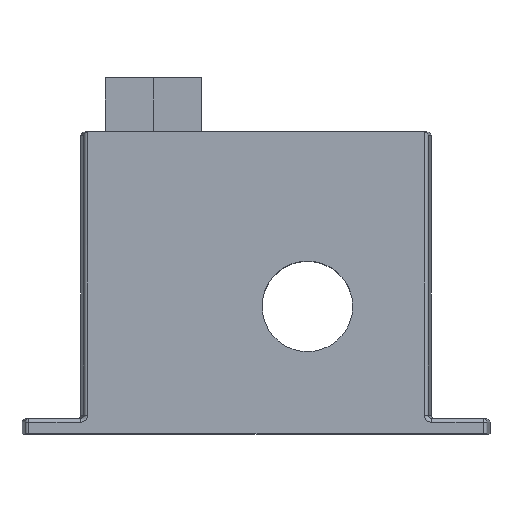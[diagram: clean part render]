
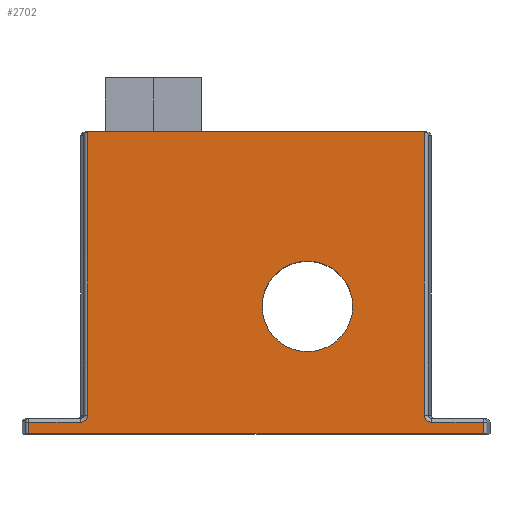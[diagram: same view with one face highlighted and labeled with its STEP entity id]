
A CAD part, top view. The second image highlights one B-rep face of the part: STEP entity #2702.
In plain terms, the highlighted planar face has unit normal (0, 0, 1).
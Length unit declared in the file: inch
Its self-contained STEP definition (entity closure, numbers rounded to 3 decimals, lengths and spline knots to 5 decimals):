
#5 = EDGE_CURVE ( 'NONE', #568, #3070, #820, .T. ) ;
#7 = DIRECTION ( 'NONE',  ( 0., 0., 1. ) ) ;
#26 = CARTESIAN_POINT ( 'NONE',  ( 1.41971, -1.155, 0.75 ) ) ;
#54 = DIRECTION ( 'NONE',  ( 1., 0., 0. ) ) ;
#67 = CARTESIAN_POINT ( 'NONE',  ( -1.88234, 0., 0.75 ) ) ;
#152 = ORIENTED_EDGE ( 'NONE', *, *, #1045, .T. ) ;
#187 = LINE ( 'NONE', #1389, #3889 ) ;
#209 = EDGE_CURVE ( 'NONE', #3503, #2539, #187, .T. ) ;
#229 = LINE ( 'NONE', #2501, #2760 ) ;
#232 = CARTESIAN_POINT ( 'NONE',  ( -1.39379, 1.25, 0.75 ) ) ;
#402 = CARTESIAN_POINT ( 'NONE',  ( -1.39379, 1.25, 0.75 ) ) ;
#414 = LINE ( 'NONE', #763, #3655 ) ;
#429 = CARTESIAN_POINT ( 'NONE',  ( 1.39414, 1.25, 0.75 ) ) ;
#438 = LINE ( 'NONE', #2804, #1447 ) ;
#533 = ORIENTED_EDGE ( 'NONE', *, *, #2006, .T. ) ;
#536 = CARTESIAN_POINT ( 'NONE',  ( -1.45488, -1.155, 0.75 ) ) ;
#568 = VERTEX_POINT ( 'NONE', #2755 ) ;
#598 = CARTESIAN_POINT ( 'NONE',  ( 0.42569, -0.19488, 0.75 ) ) ;
#615 = ORIENTED_EDGE ( 'NONE', *, *, #209, .T. ) ;
#639 = AXIS2_PLACEMENT_3D ( 'NONE', #1119, #3331, #2418 ) ;
#642 = CARTESIAN_POINT ( 'NONE',  ( 1.45488, -1.155, 0.75 ) ) ;
#690 = EDGE_CURVE ( 'NONE', #3194, #3070, #229, .T. ) ;
#722 = ORIENTED_EDGE ( 'NONE', *, *, #947, .T. ) ;
#731 = ORIENTED_EDGE ( 'NONE', *, *, #5, .F. ) ;
#744 = CARTESIAN_POINT ( 'NONE',  ( 1.39484, 1.24998, 0.75 ) ) ;
#749 = CARTESIAN_POINT ( 'NONE',  ( 1.39379, 1.25, 0.75 ) ) ;
#763 = CARTESIAN_POINT ( 'NONE',  ( 1.88234, -1.125, 0.75 ) ) ;
#820 =( BOUNDED_CURVE ( )  B_SPLINE_CURVE ( 3, ( #3763, #1254, #26, #642 ),
 .UNSPECIFIED., .F., .F. ) 
 B_SPLINE_CURVE_WITH_KNOTS ( ( 4, 4 ),
 ( 3.14159, 4.71239 ),
 .UNSPECIFIED. ) 
 CURVE ( )  GEOMETRIC_REPRESENTATION_ITEM ( )  RATIONAL_B_SPLINE_CURVE ( ( 1., 0.805, 0.805, 1. ) ) 
 REPRESENTATION_ITEM ( '' )  );
#934 = CARTESIAN_POINT ( 'NONE',  ( 0., 0., 0.75 ) ) ;
#947 = EDGE_CURVE ( 'NONE', #3530, #1682, #2101, .T. ) ;
#959 = VECTOR ( 'NONE', #2884, 39.37008 ) ;
#1019 = EDGE_CURVE ( 'NONE', #2722, #3215, #2800, .T. ) ;
#1041 = CARTESIAN_POINT ( 'NONE',  ( -1.39449, 1.24999, 0.75 ) ) ;
#1045 = EDGE_CURVE ( 'NONE', #2603, #2588, #2703, .T. ) ;
#1119 = CARTESIAN_POINT ( 'NONE',  ( 0.42569, -0.19488, 0.75 ) ) ;
#1125 = EDGE_CURVE ( 'NONE', #3651, #3964, #438, .T. ) ;
#1137 = CARTESIAN_POINT ( 'NONE',  ( -1.39484, -1.13015, 0.75 ) ) ;
#1188 = ORIENTED_EDGE ( 'NONE', *, *, #2840, .T. ) ;
#1254 = CARTESIAN_POINT ( 'NONE',  ( 1.39484, -1.13015, 0.75 ) ) ;
#1301 = AXIS2_PLACEMENT_3D ( 'NONE', #934, #1617, #54 ) ;
#1380 = EDGE_CURVE ( 'NONE', #568, #4016, #2050, .T. ) ;
#1389 = CARTESIAN_POINT ( 'NONE',  ( -1.91131, -1.155, 0.75 ) ) ;
#1400 = VECTOR ( 'NONE', #2407, 39.37008 ) ;
#1447 = VECTOR ( 'NONE', #1504, 39.37008 ) ;
#1455 = EDGE_CURVE ( 'NONE', #2539, #3651, #3527, .T. ) ;
#1464 = DIRECTION ( 'NONE',  ( -1., 0., 0. ) ) ;
#1504 = DIRECTION ( 'NONE',  ( 1., 0., 0. ) ) ;
#1587 = CARTESIAN_POINT ( 'NONE',  ( 0.80069, -0.19488, 0.75 ) ) ;
#1617 = DIRECTION ( 'NONE',  ( 0., 0., 1. ) ) ;
#1644 = CARTESIAN_POINT ( 'NONE',  ( 1.39484, 0., 0.75 ) ) ;
#1682 = VERTEX_POINT ( 'NONE', #232 ) ;
#1702 = ORIENTED_EDGE ( 'NONE', *, *, #1380, .T. ) ;
#1721 =( BOUNDED_CURVE ( )  B_SPLINE_CURVE ( 3, ( #402, #2011, #1041, #2953 ),
 .UNSPECIFIED., .F., .F. ) 
 B_SPLINE_CURVE_WITH_KNOTS ( ( 4, 4 ),
 ( 4.71239, 4.7473 ),
 .UNSPECIFIED. ) 
 CURVE ( )  GEOMETRIC_REPRESENTATION_ITEM ( )  RATIONAL_B_SPLINE_CURVE ( ( 1., 1., 1., 1. ) ) 
 REPRESENTATION_ITEM ( '' )  );
#1734 = EDGE_LOOP ( 'NONE', ( #615, #3387, #4018, #2245, #3121, #731, #1702, #533, #722, #1188, #152, #2316 ) ) ;
#1768 = CARTESIAN_POINT ( 'NONE',  ( -1.41971, -1.155, 0.75 ) ) ;
#1809 = CARTESIAN_POINT ( 'NONE',  ( 1.39484, 1.24998, 0.75 ) ) ;
#2006 = EDGE_CURVE ( 'NONE', #4016, #3530, #4041, .T. ) ;
#2008 = DIRECTION ( 'NONE',  ( -1., 0., 0. ) ) ;
#2011 = CARTESIAN_POINT ( 'NONE',  ( -1.39414, 1.25, 0.75 ) ) ;
#2050 = LINE ( 'NONE', #1644, #959 ) ;
#2055 = VECTOR ( 'NONE', #1464, 39.37008 ) ;
#2101 = LINE ( 'NONE', #2391, #2055 ) ;
#2245 = ORIENTED_EDGE ( 'NONE', *, *, #3546, .T. ) ;
#2272 = FACE_OUTER_BOUND ( 'NONE', #1734, .T. ) ;
#2316 = ORIENTED_EDGE ( 'NONE', *, *, #3970, .F. ) ;
#2391 = CARTESIAN_POINT ( 'NONE',  ( 1.9375, 1.25, 0.75 ) ) ;
#2407 = DIRECTION ( 'NONE',  ( 0., -1., 0. ) ) ;
#2418 = DIRECTION ( 'NONE',  ( 1., 0., 0. ) ) ;
#2457 = AXIS2_PLACEMENT_3D ( 'NONE', #598, #7, #2796 ) ;
#2476 = CARTESIAN_POINT ( 'NONE',  ( -1.39484, 1.24998, 0.75 ) ) ;
#2501 = CARTESIAN_POINT ( 'NONE',  ( 1.42381, -1.155, 0.75 ) ) ;
#2513 = DIRECTION ( 'NONE',  ( -1., 0., 0. ) ) ;
#2539 = VERTEX_POINT ( 'NONE', #3095 ) ;
#2541 = EDGE_CURVE ( 'NONE', #3215, #2722, #3805, .T. ) ;
#2544 = CARTESIAN_POINT ( 'NONE',  ( 0.05069, -0.19488, 0.75 ) ) ;
#2588 = VERTEX_POINT ( 'NONE', #4035 ) ;
#2603 = VERTEX_POINT ( 'NONE', #2476 ) ;
#2610 = DIRECTION ( 'NONE',  ( 0., -1., 0. ) ) ;
#2687 = DIRECTION ( 'NONE',  ( 0., 1., 0. ) ) ;
#2702 = ADVANCED_FACE ( 'NONE', ( #2272, #3957 ), #3153, .T. ) ;
#2703 = LINE ( 'NONE', #2738, #1400 ) ;
#2722 = VERTEX_POINT ( 'NONE', #1587 ) ;
#2738 = CARTESIAN_POINT ( 'NONE',  ( -1.39484, -1.125, 0.75 ) ) ;
#2755 = CARTESIAN_POINT ( 'NONE',  ( 1.39484, -1.095, 0.75 ) ) ;
#2760 = VECTOR ( 'NONE', #2513, 39.37008 ) ;
#2796 = DIRECTION ( 'NONE',  ( 1., 0., 0. ) ) ;
#2800 = CIRCLE ( 'NONE', #639, 0.375 ) ;
#2804 = CARTESIAN_POINT ( 'NONE',  ( 1.9375, -1.25, 0.75 ) ) ;
#2840 = EDGE_CURVE ( 'NONE', #1682, #2603, #1721, .T. ) ;
#2884 = DIRECTION ( 'NONE',  ( 0., 1., 0. ) ) ;
#2887 = ORIENTED_EDGE ( 'NONE', *, *, #1019, .F. ) ;
#2953 = CARTESIAN_POINT ( 'NONE',  ( -1.39484, 1.24998, 0.75 ) ) ;
#2955 = CARTESIAN_POINT ( 'NONE',  ( 1.39379, 1.25, 0.75 ) ) ;
#3004 = ORIENTED_EDGE ( 'NONE', *, *, #2541, .F. ) ;
#3065 = CARTESIAN_POINT ( 'NONE',  ( 1.45488, -1.155, 0.75 ) ) ;
#3070 = VERTEX_POINT ( 'NONE', #3065 ) ;
#3095 = CARTESIAN_POINT ( 'NONE',  ( -1.88234, -1.155, 0.75 ) ) ;
#3121 = ORIENTED_EDGE ( 'NONE', *, *, #690, .T. ) ;
#3142 = EDGE_LOOP ( 'NONE', ( #2887, #3004 ) ) ;
#3153 = PLANE ( 'NONE',  #1301 ) ;
#3194 = VERTEX_POINT ( 'NONE', #3729 ) ;
#3215 = VERTEX_POINT ( 'NONE', #2544 ) ;
#3249 = CARTESIAN_POINT ( 'NONE',  ( 1.39449, 1.24999, 0.75 ) ) ;
#3254 = CARTESIAN_POINT ( 'NONE',  ( -1.45488, -1.155, 0.75 ) ) ;
#3331 = DIRECTION ( 'NONE',  ( 0., 0., 1. ) ) ;
#3365 = CARTESIAN_POINT ( 'NONE',  ( 1.88234, -1.25, 0.75 ) ) ;
#3372 = CARTESIAN_POINT ( 'NONE',  ( -1.88234, -1.25, 0.75 ) ) ;
#3387 = ORIENTED_EDGE ( 'NONE', *, *, #1455, .T. ) ;
#3388 = VECTOR ( 'NONE', #2610, 39.37008 ) ;
#3412 =( BOUNDED_CURVE ( )  B_SPLINE_CURVE ( 3, ( #536, #1768, #1137, #3978 ),
 .UNSPECIFIED., .F., .F. ) 
 B_SPLINE_CURVE_WITH_KNOTS ( ( 4, 4 ),
 ( 4.71239, 6.28319 ),
 .UNSPECIFIED. ) 
 CURVE ( )  GEOMETRIC_REPRESENTATION_ITEM ( )  RATIONAL_B_SPLINE_CURVE ( ( 1., 0.805, 0.805, 1. ) ) 
 REPRESENTATION_ITEM ( '' )  );
#3503 = VERTEX_POINT ( 'NONE', #3254 ) ;
#3527 = LINE ( 'NONE', #67, #3388 ) ;
#3530 = VERTEX_POINT ( 'NONE', #749 ) ;
#3546 = EDGE_CURVE ( 'NONE', #3964, #3194, #414, .T. ) ;
#3651 = VERTEX_POINT ( 'NONE', #3372 ) ;
#3655 = VECTOR ( 'NONE', #2687, 39.37008 ) ;
#3729 = CARTESIAN_POINT ( 'NONE',  ( 1.88234, -1.155, 0.75 ) ) ;
#3763 = CARTESIAN_POINT ( 'NONE',  ( 1.39484, -1.095, 0.75 ) ) ;
#3805 = CIRCLE ( 'NONE', #2457, 0.375 ) ;
#3889 = VECTOR ( 'NONE', #2008, 39.37008 ) ;
#3957 = FACE_BOUND ( 'NONE', #3142, .T. ) ;
#3964 = VERTEX_POINT ( 'NONE', #3365 ) ;
#3970 = EDGE_CURVE ( 'NONE', #3503, #2588, #3412, .T. ) ;
#3978 = CARTESIAN_POINT ( 'NONE',  ( -1.39484, -1.095, 0.75 ) ) ;
#4016 = VERTEX_POINT ( 'NONE', #1809 ) ;
#4018 = ORIENTED_EDGE ( 'NONE', *, *, #1125, .T. ) ;
#4035 = CARTESIAN_POINT ( 'NONE',  ( -1.39484, -1.095, 0.75 ) ) ;
#4041 =( BOUNDED_CURVE ( )  B_SPLINE_CURVE ( 3, ( #744, #3249, #429, #2955 ),
 .UNSPECIFIED., .F., .F. ) 
 B_SPLINE_CURVE_WITH_KNOTS ( ( 4, 4 ),
 ( 4.67748, 4.71239 ),
 .UNSPECIFIED. ) 
 CURVE ( )  GEOMETRIC_REPRESENTATION_ITEM ( )  RATIONAL_B_SPLINE_CURVE ( ( 1., 1., 1., 1. ) ) 
 REPRESENTATION_ITEM ( '' )  );
